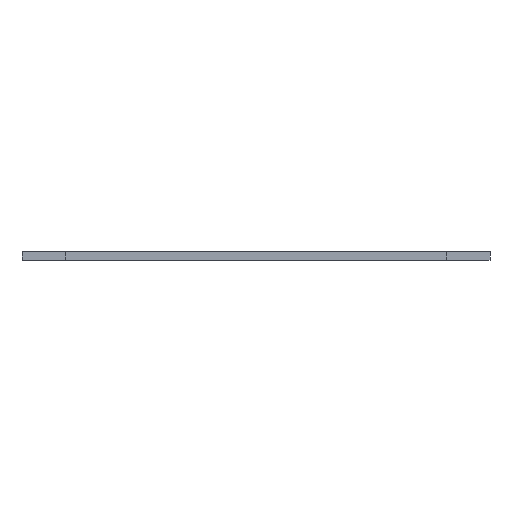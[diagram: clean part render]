
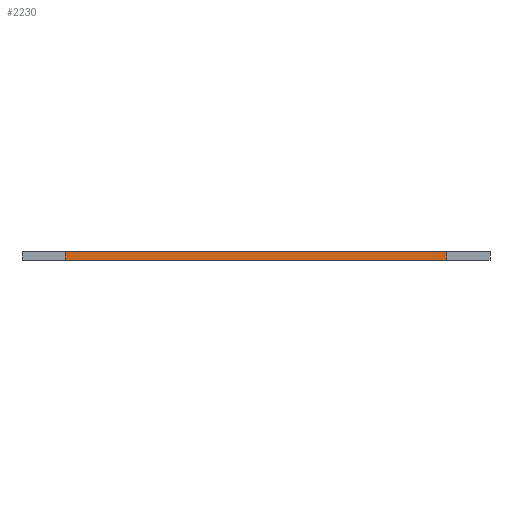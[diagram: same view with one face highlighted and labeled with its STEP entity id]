
A CAD part, left-side view. The second image highlights one B-rep face of the part: STEP entity #2230.
In plain terms, the highlighted planar face has unit normal (-1, 0, 0).
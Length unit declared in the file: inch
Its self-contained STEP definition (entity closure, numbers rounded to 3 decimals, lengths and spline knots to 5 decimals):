
#217 = DIRECTION ( 'NONE',  ( 0., 0., -1. ) ) ;
#246 = CARTESIAN_POINT ( 'NONE',  ( -3.87047, -1.50295, 0.07087 ) ) ;
#260 = DIRECTION ( 'NONE',  ( 0., 0., -1. ) ) ;
#330 = VERTEX_POINT ( 'NONE', #2884 ) ;
#334 = AXIS2_PLACEMENT_3D ( 'NONE', #1109, #2187, #2449 ) ;
#563 = EDGE_CURVE ( 'NONE', #2265, #1480, #917, .T. ) ;
#655 = EDGE_LOOP ( 'NONE', ( #1829, #1343, #1071, #2193 ) ) ;
#856 = CARTESIAN_POINT ( 'NONE',  ( -3.87047, 1.50295, 0.07087 ) ) ;
#877 = LINE ( 'NONE', #246, #1804 ) ;
#909 = DIRECTION ( 'NONE',  ( 0., -1., 0. ) ) ;
#917 = LINE ( 'NONE', #2010, #2222 ) ;
#957 = CARTESIAN_POINT ( 'NONE',  ( -3.87047, 1.50295, 0. ) ) ;
#1071 = ORIENTED_EDGE ( 'NONE', *, *, #1291, .T. ) ;
#1109 = CARTESIAN_POINT ( 'NONE',  ( -3.87047, 1.50295, 0.07087 ) ) ;
#1220 = VERTEX_POINT ( 'NONE', #2473 ) ;
#1291 = EDGE_CURVE ( 'NONE', #1480, #1220, #1813, .T. ) ;
#1343 = ORIENTED_EDGE ( 'NONE', *, *, #563, .T. ) ;
#1480 = VERTEX_POINT ( 'NONE', #2381 ) ;
#1633 = EDGE_CURVE ( 'NONE', #2265, #330, #2886, .T. ) ;
#1790 = DIRECTION ( 'NONE',  ( 0., -1., 0. ) ) ;
#1804 = VECTOR ( 'NONE', #260, 39.37008 ) ;
#1813 = LINE ( 'NONE', #957, #2215 ) ;
#1829 = ORIENTED_EDGE ( 'NONE', *, *, #1633, .F. ) ;
#2000 = CARTESIAN_POINT ( 'NONE',  ( -3.87047, 0., 0.07087 ) ) ;
#2010 = CARTESIAN_POINT ( 'NONE',  ( -3.87047, 1.50295, 0.07087 ) ) ;
#2187 = DIRECTION ( 'NONE',  ( -1., 0., 0. ) ) ;
#2193 = ORIENTED_EDGE ( 'NONE', *, *, #2736, .F. ) ;
#2215 = VECTOR ( 'NONE', #909, 39.37008 ) ;
#2222 = VECTOR ( 'NONE', #217, 39.37008 ) ;
#2230 = ADVANCED_FACE ( 'NONE', ( #2674 ), #2407, .T. ) ;
#2265 = VERTEX_POINT ( 'NONE', #856 ) ;
#2381 = CARTESIAN_POINT ( 'NONE',  ( -3.87047, 1.50295, 0. ) ) ;
#2407 = PLANE ( 'NONE',  #334 ) ;
#2449 = DIRECTION ( 'NONE',  ( 0., -1., 0. ) ) ;
#2473 = CARTESIAN_POINT ( 'NONE',  ( -3.87047, -1.50295, 0. ) ) ;
#2644 = VECTOR ( 'NONE', #1790, 39.37008 ) ;
#2674 = FACE_OUTER_BOUND ( 'NONE', #655, .T. ) ;
#2736 = EDGE_CURVE ( 'NONE', #330, #1220, #877, .T. ) ;
#2884 = CARTESIAN_POINT ( 'NONE',  ( -3.87047, -1.50295, 0.07087 ) ) ;
#2886 = LINE ( 'NONE', #2000, #2644 ) ;
